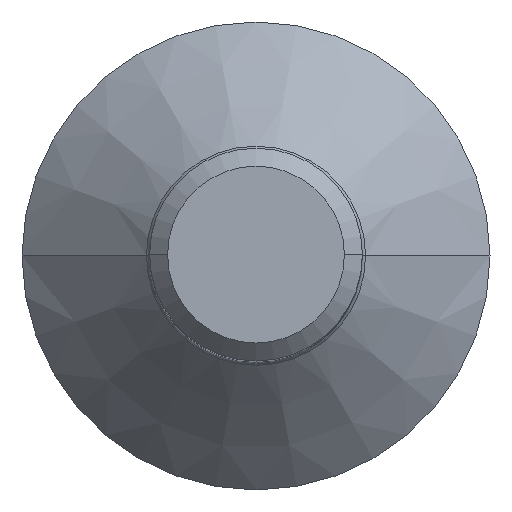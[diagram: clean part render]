
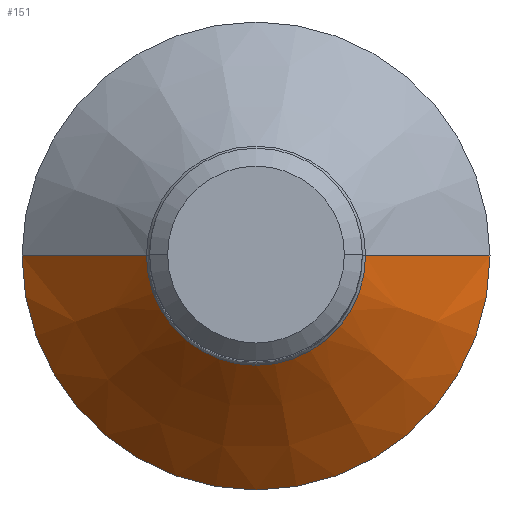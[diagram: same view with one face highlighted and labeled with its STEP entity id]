
A CAD part, top view. The second image highlights one B-rep face of the part: STEP entity #151.
In plain terms, the highlighted conical face has half-angle 45 degrees and reference radius 8.794 mm.
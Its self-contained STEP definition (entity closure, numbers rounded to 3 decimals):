
#18 = AXIS2_PLACEMENT_3D ( 'NONE', #258, #591, #331 ) ;
#25 = ORIENTED_EDGE ( 'NONE', *, *, #515, .T. ) ;
#37 = DIRECTION ( 'NONE',  ( 0.707, 0., -0.707 ) ) ;
#91 = CARTESIAN_POINT ( 'NONE',  ( 0., 0., 0. ) ) ;
#97 = VECTOR ( 'NONE', #37, 1000. ) ;
#113 = AXIS2_PLACEMENT_3D ( 'NONE', #91, #580, #158 ) ;
#126 = CONICAL_SURFACE ( 'NONE', #511, 8.794, 0.785 ) ;
#131 = CARTESIAN_POINT ( 'NONE',  ( 4.117, 0., 4.677 ) ) ;
#151 = ADVANCED_FACE ( 'NONE', ( #421 ), #126, .T. ) ;
#158 = DIRECTION ( 'NONE',  ( -1., 0., 0. ) ) ;
#162 = ORIENTED_EDGE ( 'NONE', *, *, #416, .T. ) ;
#164 = DIRECTION ( 'NONE',  ( -1., 0., 0. ) ) ;
#186 = VERTEX_POINT ( 'NONE', #704 ) ;
#197 = EDGE_CURVE ( 'NONE', #694, #832, #451, .T. ) ;
#216 = CARTESIAN_POINT ( 'NONE',  ( -8.794, 0., 0. ) ) ;
#243 = LINE ( 'NONE', #837, #412 ) ;
#258 = CARTESIAN_POINT ( 'NONE',  ( 0., 0., 4.677 ) ) ;
#293 = ORIENTED_EDGE ( 'NONE', *, *, #197, .F. ) ;
#331 = DIRECTION ( 'NONE',  ( 1., 0., 0. ) ) ;
#349 = CARTESIAN_POINT ( 'NONE',  ( 0., 0., 0. ) ) ;
#376 = VERTEX_POINT ( 'NONE', #216 ) ;
#412 = VECTOR ( 'NONE', #553, 1000. ) ;
#416 = EDGE_CURVE ( 'NONE', #376, #832, #810, .T. ) ;
#421 = FACE_OUTER_BOUND ( 'NONE', #813, .T. ) ;
#451 = LINE ( 'NONE', #637, #97 ) ;
#463 = ORIENTED_EDGE ( 'NONE', *, *, #666, .T. ) ;
#511 = AXIS2_PLACEMENT_3D ( 'NONE', #349, #538, #164 ) ;
#515 = EDGE_CURVE ( 'NONE', #186, #376, #243, .T. ) ;
#538 = DIRECTION ( 'NONE',  ( 0., 0., -1. ) ) ;
#553 = DIRECTION ( 'NONE',  ( -0.707, 0., -0.707 ) ) ;
#580 = DIRECTION ( 'NONE',  ( 0., 0., 1. ) ) ;
#591 = DIRECTION ( 'NONE',  ( 0., 0., -1. ) ) ;
#637 = CARTESIAN_POINT ( 'NONE',  ( 8.794, 0., 0. ) ) ;
#656 = CARTESIAN_POINT ( 'NONE',  ( 8.794, 0., 0. ) ) ;
#666 = EDGE_CURVE ( 'NONE', #694, #186, #709, .T. ) ;
#694 = VERTEX_POINT ( 'NONE', #131 ) ;
#704 = CARTESIAN_POINT ( 'NONE',  ( -4.117, 0., 4.677 ) ) ;
#709 = CIRCLE ( 'NONE', #18, 4.117 ) ;
#810 = CIRCLE ( 'NONE', #113, 8.794 ) ;
#813 = EDGE_LOOP ( 'NONE', ( #293, #463, #25, #162 ) ) ;
#832 = VERTEX_POINT ( 'NONE', #656 ) ;
#837 = CARTESIAN_POINT ( 'NONE',  ( -8.794, 0., 0. ) ) ;
